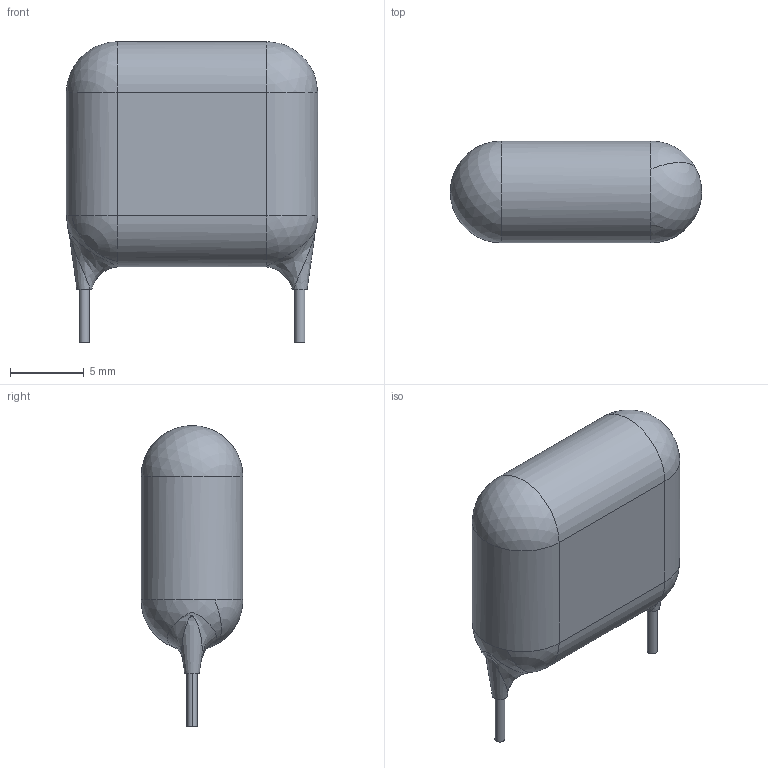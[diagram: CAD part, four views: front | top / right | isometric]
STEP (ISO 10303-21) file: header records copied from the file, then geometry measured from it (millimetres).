
FILE_DESCRIPTION((''),'2;1');
FILE_NAME('CAPRR1460-689X1702X1524.stp','2014-11-17T16:49:10',(''),(''),'Mechanical Desktop 2011','Mechanical Desktop 2011',', , ');
FILE_SCHEMA(('AUTOMOTIVE_DESIGN { 1 2 10303 214 1 1 1 1 }'));
Length unit declared in the file: millimetre
Products named in the file (1): Product
Bounding box: 17.02 x 6.89 x 20.36 mm (x, y, z)
Volume: 1460.2 mm3; surface area: 773.1 mm2
Topology: 3 solids, 3 shells, 26 faces, 58 edges, 34 vertices
Faces by surface type: bspline 8, sphere 6, cylinder 6, plane 5, cone 1
Entity records: 1973 total; most frequent: CARTESIAN_POINT 1389, DIRECTION 110, ORIENTED_EDGE 108, EDGE_CURVE 54, AXIS2_PLACEMENT_3D 49, VERTEX_POINT 34, CIRCLE 30, EDGE_LOOP 26
